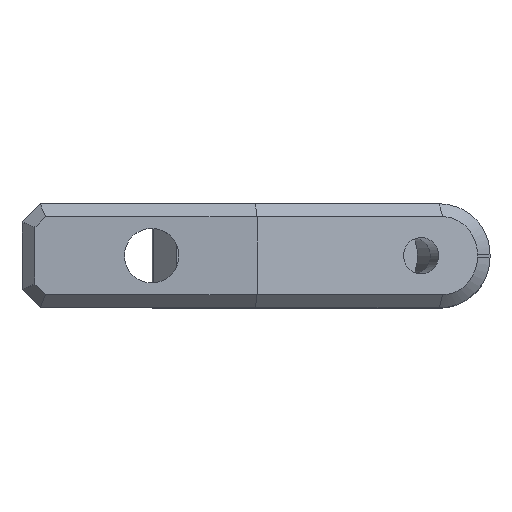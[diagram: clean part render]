
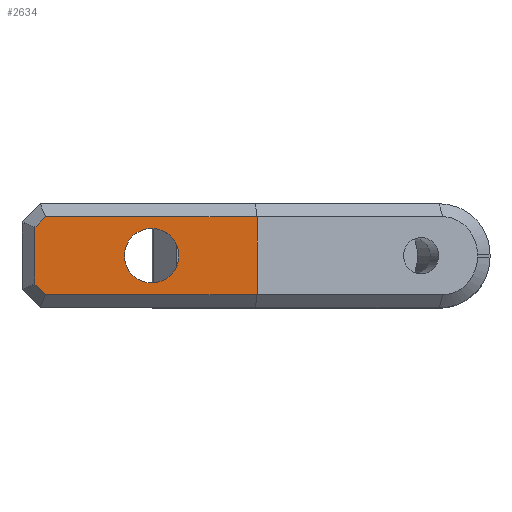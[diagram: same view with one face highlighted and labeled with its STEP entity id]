
A CAD part, top view. The second image highlights one B-rep face of the part: STEP entity #2634.
In plain terms, the highlighted planar face has unit normal (0, 0, 1).
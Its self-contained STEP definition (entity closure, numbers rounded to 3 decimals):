
#522 = PLANE('',#523);
#523 = AXIS2_PLACEMENT_3D('',#524,#525,#526);
#524 = CARTESIAN_POINT('',(-1.914,3.5,26.6));
#525 = DIRECTION('',(0.,0.707,0.707));
#526 = DIRECTION('',(-1.,0.,0.));
#603 = PLANE('',#604);
#604 = AXIS2_PLACEMENT_3D('',#605,#606,#607);
#605 = CARTESIAN_POINT('',(-18.246,3.646,26.6));
#606 = DIRECTION('',(0.5,-0.5,-0.707));
#607 = DIRECTION('',(-0.707,-0.707,0.
    ));
#619 = VERTEX_POINT('',#620);
#620 = CARTESIAN_POINT('',(-1.914,3.,27.1));
#643 = VERTEX_POINT('',#644);
#644 = CARTESIAN_POINT('',(-18.186,3.,27.1));
#665 = EDGE_CURVE('',#619,#643,#666,.T.);
#666 = SURFACE_CURVE('',#667,(#671,#678),.PCURVE_S1.);
#667 = LINE('',#668,#669);
#668 = CARTESIAN_POINT('',(-1.914,3.,27.1));
#669 = VECTOR('',#670,1.);
#670 = DIRECTION('',(-1.,0.,0.));
#671 = PCURVE('',#522,#672);
#672 = DEFINITIONAL_REPRESENTATION('',(#673),#677);
#673 = LINE('',#674,#675);
#674 = CARTESIAN_POINT('',(0.,0.707));
#675 = VECTOR('',#676,1.);
#676 = DIRECTION('',(1.,0.));
#677 = ( GEOMETRIC_REPRESENTATION_CONTEXT(2) 
PARAMETRIC_REPRESENTATION_CONTEXT() REPRESENTATION_CONTEXT('2D SPACE',''
  ) );
#678 = PCURVE('',#679,#684);
#679 = PLANE('',#680);
#680 = AXIS2_PLACEMENT_3D('',#681,#682,#683);
#681 = CARTESIAN_POINT('',(-1.914,4.,27.1));
#682 = DIRECTION('',(0.,0.,-1.));
#683 = DIRECTION('',(-1.,0.,0.));
#684 = DEFINITIONAL_REPRESENTATION('',(#685),#689);
#685 = LINE('',#686,#687);
#686 = CARTESIAN_POINT('',(0.,-1.));
#687 = VECTOR('',#688,1.);
#688 = DIRECTION('',(1.,0.));
#689 = ( GEOMETRIC_REPRESENTATION_CONTEXT(2) 
PARAMETRIC_REPRESENTATION_CONTEXT() REPRESENTATION_CONTEXT('2D SPACE',''
  ) );
#815 = CYLINDRICAL_SURFACE('',#816,2.1);
#816 = AXIS2_PLACEMENT_3D('',#817,#818,#819);
#817 = CARTESIAN_POINT('',(-10.026,0.,20.1));
#818 = DIRECTION('',(0.,0.,1.));
#819 = DIRECTION('',(-1.,0.,0.));
#887 = PLANE('',#888);
#888 = AXIS2_PLACEMENT_3D('',#889,#890,#891);
#889 = CARTESIAN_POINT('',(16.,4.,22.3));
#890 = DIRECTION('',(-0.259,0.,-0.966));
#891 = DIRECTION('',(-0.966,0.,0.259));
#2536 = EDGE_CURVE('',#643,#2537,#2539,.T.);
#2537 = VERTEX_POINT('',#2538);
#2538 = CARTESIAN_POINT('',(-19.,2.186,27.1));
#2539 = SURFACE_CURVE('',#2540,(#2544,#2551),.PCURVE_S1.);
#2540 = LINE('',#2541,#2542);
#2541 = CARTESIAN_POINT('',(-17.893,3.293,27.1));
#2542 = VECTOR('',#2543,1.);
#2543 = DIRECTION('',(-0.707,-0.707,0.));
#2544 = PCURVE('',#603,#2545);
#2545 = DEFINITIONAL_REPRESENTATION('',(#2546),#2550);
#2546 = LINE('',#2547,#2548);
#2547 = CARTESIAN_POINT('',(0.,-0.707));
#2548 = VECTOR('',#2549,1.);
#2549 = DIRECTION('',(1.,0.));
#2550 = ( GEOMETRIC_REPRESENTATION_CONTEXT(2) 
PARAMETRIC_REPRESENTATION_CONTEXT() REPRESENTATION_CONTEXT('2D SPACE',''
  ) );
#2551 = PCURVE('',#679,#2552);
#2552 = DEFINITIONAL_REPRESENTATION('',(#2553),#2557);
#2553 = LINE('',#2554,#2555);
#2554 = CARTESIAN_POINT('',(15.979,-0.707));
#2555 = VECTOR('',#2556,1.);
#2556 = DIRECTION('',(0.707,-0.707));
#2557 = ( GEOMETRIC_REPRESENTATION_CONTEXT(2) 
PARAMETRIC_REPRESENTATION_CONTEXT() REPRESENTATION_CONTEXT('2D SPACE',''
  ) );
#2573 = PLANE('',#2574);
#2574 = AXIS2_PLACEMENT_3D('',#2575,#2576,#2577);
#2575 = CARTESIAN_POINT('',(-19.5,2.6,26.6));
#2576 = DIRECTION('',(-0.707,0.,0.707));
#2577 = DIRECTION('',(0.,1.,0.));
#2634 = ADVANCED_FACE('',(#2635,#2739),#679,.F.);
#2635 = FACE_BOUND('',#2636,.F.);
#2636 = EDGE_LOOP('',(#2637,#2660,#2688,#2716,#2737,#2738));
#2637 = ORIENTED_EDGE('',*,*,#2638,.T.);
#2638 = EDGE_CURVE('',#619,#2639,#2641,.T.);
#2639 = VERTEX_POINT('',#2640);
#2640 = CARTESIAN_POINT('',(-1.914,-3.,27.1));
#2641 = SURFACE_CURVE('',#2642,(#2646,#2653),.PCURVE_S1.);
#2642 = LINE('',#2643,#2644);
#2643 = CARTESIAN_POINT('',(-1.914,4.,27.1));
#2644 = VECTOR('',#2645,1.);
#2645 = DIRECTION('',(0.,-1.,0.));
#2646 = PCURVE('',#679,#2647);
#2647 = DEFINITIONAL_REPRESENTATION('',(#2648),#2652);
#2648 = LINE('',#2649,#2650);
#2649 = CARTESIAN_POINT('',(0.,0.));
#2650 = VECTOR('',#2651,1.);
#2651 = DIRECTION('',(0.,-1.));
#2652 = ( GEOMETRIC_REPRESENTATION_CONTEXT(2) 
PARAMETRIC_REPRESENTATION_CONTEXT() REPRESENTATION_CONTEXT('2D SPACE',''
  ) );
#2653 = PCURVE('',#887,#2654);
#2654 = DEFINITIONAL_REPRESENTATION('',(#2655),#2659);
#2655 = LINE('',#2656,#2657);
#2656 = CARTESIAN_POINT('',(18.546,0.));
#2657 = VECTOR('',#2658,1.);
#2658 = DIRECTION('',(0.,-1.));
#2659 = ( GEOMETRIC_REPRESENTATION_CONTEXT(2) 
PARAMETRIC_REPRESENTATION_CONTEXT() REPRESENTATION_CONTEXT('2D SPACE',''
  ) );
#2660 = ORIENTED_EDGE('',*,*,#2661,.T.);
#2661 = EDGE_CURVE('',#2639,#2662,#2664,.T.);
#2662 = VERTEX_POINT('',#2663);
#2663 = CARTESIAN_POINT('',(-18.186,-3.,27.1));
#2664 = SURFACE_CURVE('',#2665,(#2669,#2676),.PCURVE_S1.);
#2665 = LINE('',#2666,#2667);
#2666 = CARTESIAN_POINT('',(-1.914,-3.,27.1));
#2667 = VECTOR('',#2668,1.);
#2668 = DIRECTION('',(-1.,0.,0.));
#2669 = PCURVE('',#679,#2670);
#2670 = DEFINITIONAL_REPRESENTATION('',(#2671),#2675);
#2671 = LINE('',#2672,#2673);
#2672 = CARTESIAN_POINT('',(0.,-7.));
#2673 = VECTOR('',#2674,1.);
#2674 = DIRECTION('',(1.,0.));
#2675 = ( GEOMETRIC_REPRESENTATION_CONTEXT(2) 
PARAMETRIC_REPRESENTATION_CONTEXT() REPRESENTATION_CONTEXT('2D SPACE',''
  ) );
#2676 = PCURVE('',#2677,#2682);
#2677 = PLANE('',#2678);
#2678 = AXIS2_PLACEMENT_3D('',#2679,#2680,#2681);
#2679 = CARTESIAN_POINT('',(-1.914,-3.5,26.6));
#2680 = DIRECTION('',(0.,0.707,-0.707));
#2681 = DIRECTION('',(1.,0.,0.));
#2682 = DEFINITIONAL_REPRESENTATION('',(#2683),#2687);
#2683 = LINE('',#2684,#2685);
#2684 = CARTESIAN_POINT('',(0.,-0.707));
#2685 = VECTOR('',#2686,1.);
#2686 = DIRECTION('',(-1.,0.));
#2687 = ( GEOMETRIC_REPRESENTATION_CONTEXT(2) 
PARAMETRIC_REPRESENTATION_CONTEXT() REPRESENTATION_CONTEXT('2D SPACE',''
  ) );
#2688 = ORIENTED_EDGE('',*,*,#2689,.F.);
#2689 = EDGE_CURVE('',#2690,#2662,#2692,.T.);
#2690 = VERTEX_POINT('',#2691);
#2691 = CARTESIAN_POINT('',(-19.,-2.186,27.1));
#2692 = SURFACE_CURVE('',#2693,(#2697,#2704),.PCURVE_S1.);
#2693 = LINE('',#2694,#2695);
#2694 = CARTESIAN_POINT('',(-19.293,-1.893,27.1));
#2695 = VECTOR('',#2696,1.);
#2696 = DIRECTION('',(0.707,-0.707,0.));
#2697 = PCURVE('',#679,#2698);
#2698 = DEFINITIONAL_REPRESENTATION('',(#2699),#2703);
#2699 = LINE('',#2700,#2701);
#2700 = CARTESIAN_POINT('',(17.379,-5.893));
#2701 = VECTOR('',#2702,1.);
#2702 = DIRECTION('',(-0.707,-0.707));
#2703 = ( GEOMETRIC_REPRESENTATION_CONTEXT(2) 
PARAMETRIC_REPRESENTATION_CONTEXT() REPRESENTATION_CONTEXT('2D SPACE',''
  ) );
#2704 = PCURVE('',#2705,#2710);
#2705 = PLANE('',#2706);
#2706 = AXIS2_PLACEMENT_3D('',#2707,#2708,#2709);
#2707 = CARTESIAN_POINT('',(-19.646,-2.246,26.6));
#2708 = DIRECTION('',(0.5,0.5,-0.707));
#2709 = DIRECTION('',(0.707,-0.707,0.
    ));
#2710 = DEFINITIONAL_REPRESENTATION('',(#2711),#2715);
#2711 = LINE('',#2712,#2713);
#2712 = CARTESIAN_POINT('',(0.,-0.707));
#2713 = VECTOR('',#2714,1.);
#2714 = DIRECTION('',(1.,0.));
#2715 = ( GEOMETRIC_REPRESENTATION_CONTEXT(2) 
PARAMETRIC_REPRESENTATION_CONTEXT() REPRESENTATION_CONTEXT('2D SPACE',''
  ) );
#2716 = ORIENTED_EDGE('',*,*,#2717,.F.);
#2717 = EDGE_CURVE('',#2537,#2690,#2718,.T.);
#2718 = SURFACE_CURVE('',#2719,(#2723,#2730),.PCURVE_S1.);
#2719 = LINE('',#2720,#2721);
#2720 = CARTESIAN_POINT('',(-19.,2.6,27.1));
#2721 = VECTOR('',#2722,1.);
#2722 = DIRECTION('',(0.,-1.,0.));
#2723 = PCURVE('',#679,#2724);
#2724 = DEFINITIONAL_REPRESENTATION('',(#2725),#2729);
#2725 = LINE('',#2726,#2727);
#2726 = CARTESIAN_POINT('',(17.086,-1.4));
#2727 = VECTOR('',#2728,1.);
#2728 = DIRECTION('',(0.,-1.));
#2729 = ( GEOMETRIC_REPRESENTATION_CONTEXT(2) 
PARAMETRIC_REPRESENTATION_CONTEXT() REPRESENTATION_CONTEXT('2D SPACE',''
  ) );
#2730 = PCURVE('',#2573,#2731);
#2731 = DEFINITIONAL_REPRESENTATION('',(#2732),#2736);
#2732 = LINE('',#2733,#2734);
#2733 = CARTESIAN_POINT('',(0.,-0.707));
#2734 = VECTOR('',#2735,1.);
#2735 = DIRECTION('',(-1.,0.));
#2736 = ( GEOMETRIC_REPRESENTATION_CONTEXT(2) 
PARAMETRIC_REPRESENTATION_CONTEXT() REPRESENTATION_CONTEXT('2D SPACE',''
  ) );
#2737 = ORIENTED_EDGE('',*,*,#2536,.F.);
#2738 = ORIENTED_EDGE('',*,*,#665,.F.);
#2739 = FACE_BOUND('',#2740,.F.);
#2740 = EDGE_LOOP('',(#2741));
#2741 = ORIENTED_EDGE('',*,*,#2742,.T.);
#2742 = EDGE_CURVE('',#2743,#2743,#2745,.T.);
#2743 = VERTEX_POINT('',#2744);
#2744 = CARTESIAN_POINT('',(-12.126,0.,27.1));
#2745 = SURFACE_CURVE('',#2746,(#2751,#2762),.PCURVE_S1.);
#2746 = CIRCLE('',#2747,2.1);
#2747 = AXIS2_PLACEMENT_3D('',#2748,#2749,#2750);
#2748 = CARTESIAN_POINT('',(-10.026,0.,27.1));
#2749 = DIRECTION('',(0.,0.,1.));
#2750 = DIRECTION('',(-1.,0.,0.));
#2751 = PCURVE('',#679,#2752);
#2752 = DEFINITIONAL_REPRESENTATION('',(#2753),#2761);
#2753 = ( BOUNDED_CURVE() B_SPLINE_CURVE(2,(#2754,#2755,#2756,#2757,
#2758,#2759,#2760),.UNSPECIFIED.,.T.,.F.) B_SPLINE_CURVE_WITH_KNOTS((1,2
    ,2,2,2,1),(-2.094,0.,2.094,4.189,
6.283,8.378),.UNSPECIFIED.) CURVE() 
GEOMETRIC_REPRESENTATION_ITEM() RATIONAL_B_SPLINE_CURVE((1.,0.5,1.,0.5,
1.,0.5,1.)) REPRESENTATION_ITEM('') );
#2754 = CARTESIAN_POINT('',(10.212,-4.));
#2755 = CARTESIAN_POINT('',(10.212,-7.637));
#2756 = CARTESIAN_POINT('',(7.062,-5.819));
#2757 = CARTESIAN_POINT('',(3.912,-4.));
#2758 = CARTESIAN_POINT('',(7.062,-2.181));
#2759 = CARTESIAN_POINT('',(10.212,-0.363));
#2760 = CARTESIAN_POINT('',(10.212,-4.));
#2761 = ( GEOMETRIC_REPRESENTATION_CONTEXT(2) 
PARAMETRIC_REPRESENTATION_CONTEXT() REPRESENTATION_CONTEXT('2D SPACE',''
  ) );
#2762 = PCURVE('',#815,#2763);
#2763 = DEFINITIONAL_REPRESENTATION('',(#2764),#2768);
#2764 = LINE('',#2765,#2766);
#2765 = CARTESIAN_POINT('',(0.,7.));
#2766 = VECTOR('',#2767,1.);
#2767 = DIRECTION('',(1.,0.));
#2768 = ( GEOMETRIC_REPRESENTATION_CONTEXT(2) 
PARAMETRIC_REPRESENTATION_CONTEXT() REPRESENTATION_CONTEXT('2D SPACE',''
  ) );
